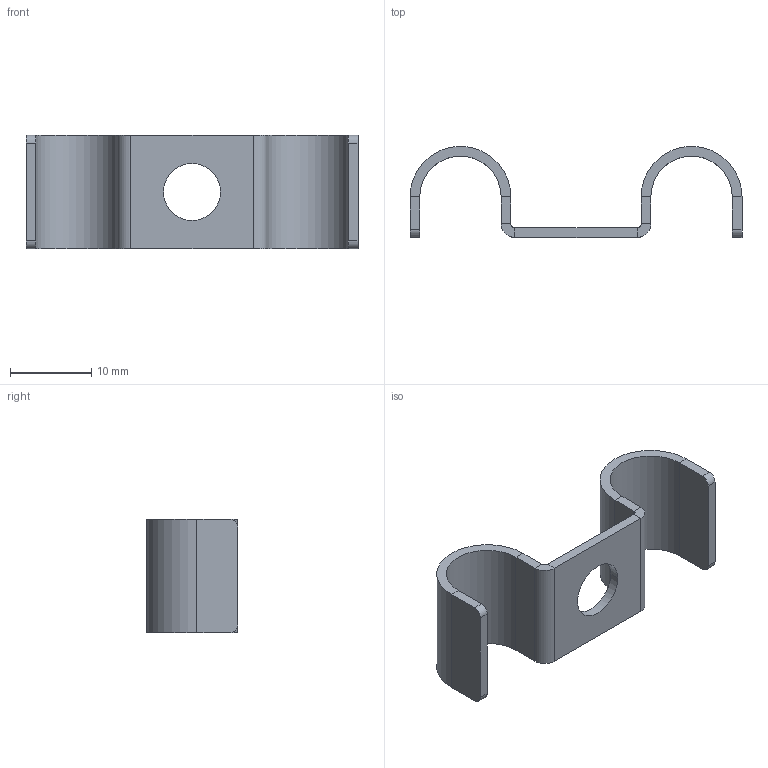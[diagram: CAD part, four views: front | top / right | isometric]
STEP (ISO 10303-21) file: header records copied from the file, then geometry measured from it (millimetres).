
FILE_DESCRIPTION((''),'2;1');
FILE_NAME('405610_PRT','2019-03-01T16:01:20',('tomasz.grudniewski'),(''),'CREO PARAMETRIC BY PTC INC, 2018500','CREO PARAMETRIC BY PTC INC, 2018500','');
FILE_SCHEMA(('CONFIG_CONTROL_DESIGN'));
Length unit declared in the file: millimetre
Products named in the file (1): 405610_PRT
Bounding box: 40.8 x 11.2 x 14 mm (x, y, z)
Volume: 1132.8 mm3; surface area: 2114.6 mm2
Topology: 1 solids, 1 shells, 44 faces, 94 edges, 52 vertices
Faces by surface type: plane 30, cylinder 14
Entity records: 1192 total; most frequent: DIRECTION 210, CARTESIAN_POINT 190, ORIENTED_EDGE 188, EDGE_CURVE 94, AXIS2_PLACEMENT_3D 72, VECTOR 66, LINE 66, VERTEX_POINT 52
